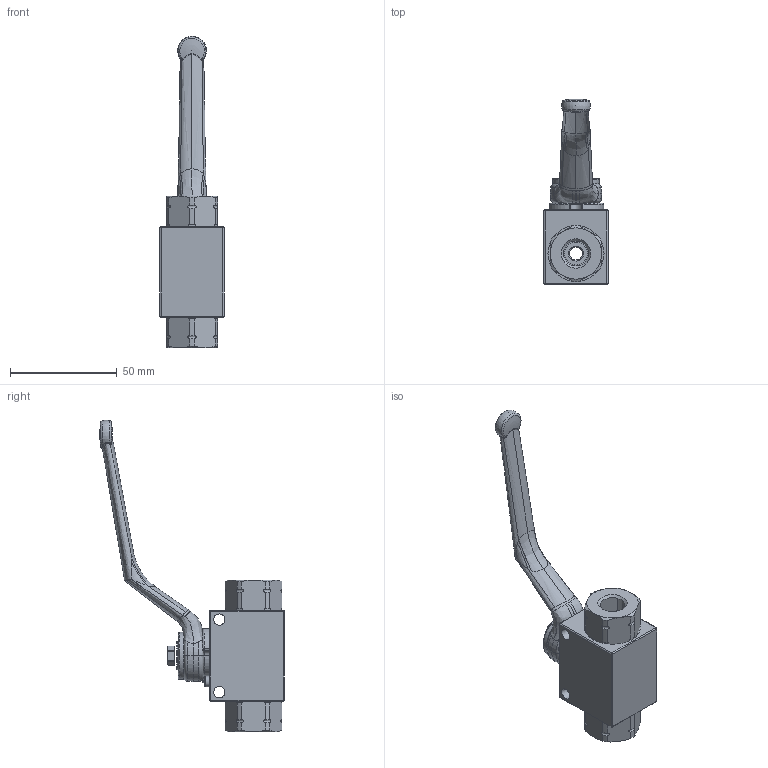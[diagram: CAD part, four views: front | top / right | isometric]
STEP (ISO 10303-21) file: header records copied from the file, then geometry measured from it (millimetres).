
FILE_DESCRIPTION(/* description */ (''),/* implementation_level */ '2;1');
FILE_NAME(/* name */ 'GE2NNT1_____F10.stp',/* time_stamp */ '2020-02-12T16:07:19+01:00',/* author */ ('francesca.patelli'),/* organization */ (''),/* preprocessor_version */ 'ST-DEVELOPER v18',/* originating_system */ 'Autodesk Inventor 2020',/* authorisation */ '');
FILE_SCHEMA (('AUTOMOTIVE_DESIGN { 1 0 10303 214 3 1 1 }'));
Length unit declared in the file: millimetre
Products named in the file (1): Parte2
Bounding box: 30 x 86.54 x 145.75 mm (x, y, z)
Volume: 56368.8 mm3; surface area: 23149.9 mm2
Topology: 2 solids, 5 shells, 410 faces, 1097 edges, 697 vertices
Faces by surface type: cylinder 115, plane 109, bspline 71, cone 57, torus 44, sphere 14
Full cylindrical faces by diameter (mm): 2.004 x1, 5 x3, 5.25 x2, 6 x2, 10.719 x2, 13 x1, 14 x1, 17 x1, 18.7 x2, 20.4 x3, 22 x1, 22.3 x2, 26.2 x2
Entity records: 33279 total; most frequent: CARTESIAN_POINT 22985, ORIENTED_EDGE 2178, DIRECTION 1958, EDGE_CURVE 1089, AXIS2_PLACEMENT_3D 795, VERTEX_POINT 697, CIRCLE 442, EDGE_LOOP 438
